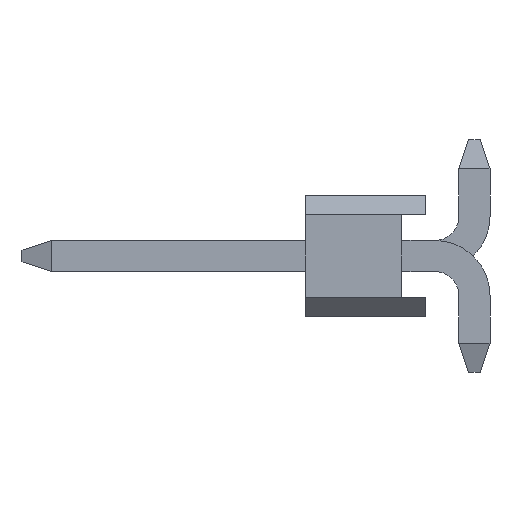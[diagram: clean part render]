
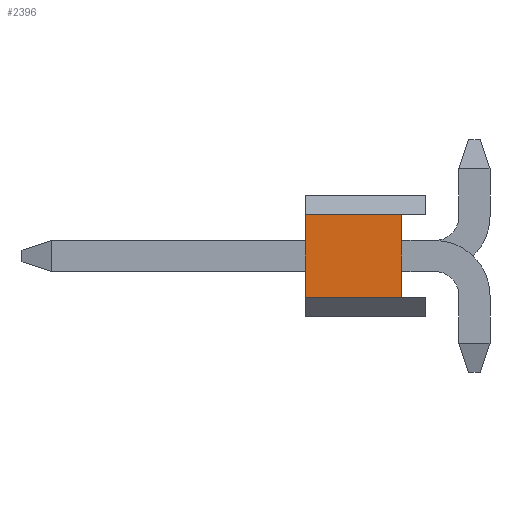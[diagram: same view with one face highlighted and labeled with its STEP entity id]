
A CAD part, left-side view. The second image highlights one B-rep face of the part: STEP entity #2396.
In plain terms, the highlighted planar face has unit normal (-1, 0, 0).
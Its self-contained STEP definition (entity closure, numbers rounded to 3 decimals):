
#1=DIRECTION('',(0.,1.,0.));
#2=VECTOR('',#1,1.99);
#3=CARTESIAN_POINT('',(-6.35,-0.745,-0.855));
#4=LINE('',#3,#2);
#5=DIRECTION('',(0.,0.,1.));
#6=VECTOR('',#5,1.71);
#7=CARTESIAN_POINT('',(-6.35,1.245,-0.855));
#8=LINE('',#7,#6);
#9=DIRECTION('',(0.,1.,0.));
#10=VECTOR('',#9,1.99);
#11=CARTESIAN_POINT('',(-6.35,-0.745,0.855));
#12=LINE('',#11,#10);
#13=DIRECTION('',(0.,0.,-1.));
#14=VECTOR('',#13,1.71);
#15=CARTESIAN_POINT('',(-6.35,-0.745,0.855));
#16=LINE('',#15,#14);
#1893=CARTESIAN_POINT('',(-6.35,-0.745,-0.855));
#1894=CARTESIAN_POINT('',(-6.35,1.245,-0.855));
#1895=VERTEX_POINT('',#1893);
#1896=VERTEX_POINT('',#1894);
#1916=CARTESIAN_POINT('',(-6.35,1.245,0.855));
#1918=VERTEX_POINT('',#1916);
#2035=CARTESIAN_POINT('',(-6.35,-0.745,0.855));
#2036=VERTEX_POINT('',#2035);
#2381=CARTESIAN_POINT('',(-6.35,0.,0.));
#2382=DIRECTION('',(1.,0.,0.));
#2383=DIRECTION('',(0.,0.,-1.));
#2384=AXIS2_PLACEMENT_3D('',#2381,#2382,#2383);
#2385=PLANE('',#2384);
#2387=ORIENTED_EDGE('',*,*,#2386,.T.);
#2389=ORIENTED_EDGE('',*,*,#2388,.T.);
#2391=ORIENTED_EDGE('',*,*,#2390,.F.);
#2393=ORIENTED_EDGE('',*,*,#2392,.T.);
#2394=EDGE_LOOP('',(#2387,#2389,#2391,#2393));
#2395=FACE_OUTER_BOUND('',#2394,.F.);
#2396=ADVANCED_FACE('',(#2395),#2385,.F.);
#2386=EDGE_CURVE('',#1895,#1896,#4,.T.);
#2388=EDGE_CURVE('',#1896,#1918,#8,.T.);
#2390=EDGE_CURVE('',#2036,#1918,#12,.T.);
#2392=EDGE_CURVE('',#2036,#1895,#16,.T.);
